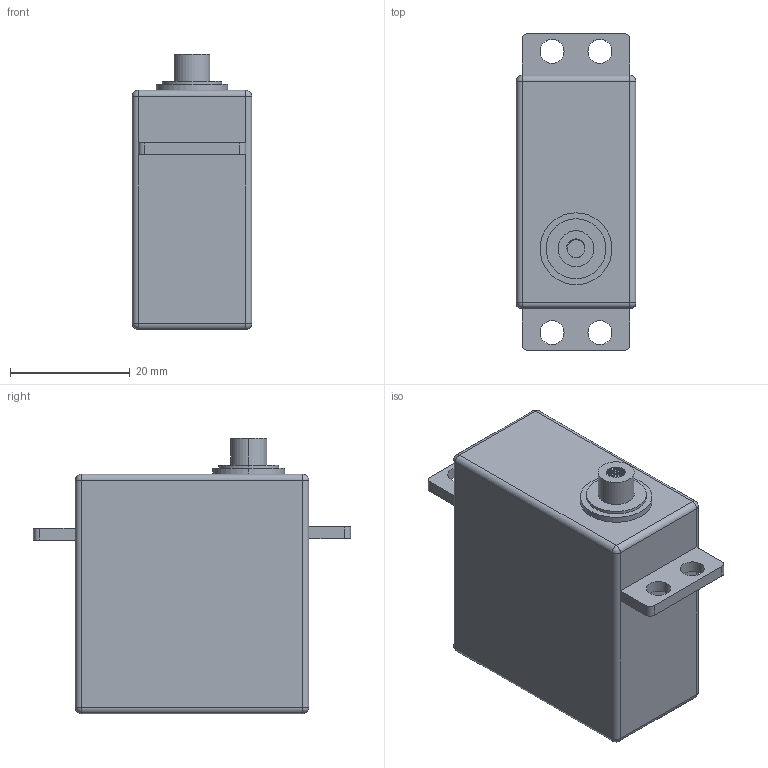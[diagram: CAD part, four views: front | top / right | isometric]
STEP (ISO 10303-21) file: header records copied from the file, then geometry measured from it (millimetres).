
FILE_DESCRIPTION (( 'STEP AP214' ), '1' );
FILE_NAME ('錨璃1.ST', '2025-09-04T15:07:50', ( '' ), ( '' ), 'SwSTEP 2.0', 'SolidWorks 2024', '' );
FILE_SCHEMA (( 'AUTOMOTIVE_DESIGN' ));
Length unit declared in the file: millimetre
Products named in the file (1): 零件1
Bounding box: 20 x 53 x 46 mm (x, y, z)
Volume: 31751.7 mm3; surface area: 6899.1 mm2
Topology: 1 solids, 1 shells, 115 faces, 296 edges, 179 vertices
Faces by surface type: cylinder 80, plane 24, sphere 8, bspline 3
Entity records: 5992 total; most frequent: CARTESIAN_POINT 3468, ORIENTED_EDGE 576, DIRECTION 480, EDGE_CURVE 288, VERTEX_POINT 179, AXIS2_PLACEMENT_3D 177, EDGE_LOOP 127, LINE 126
